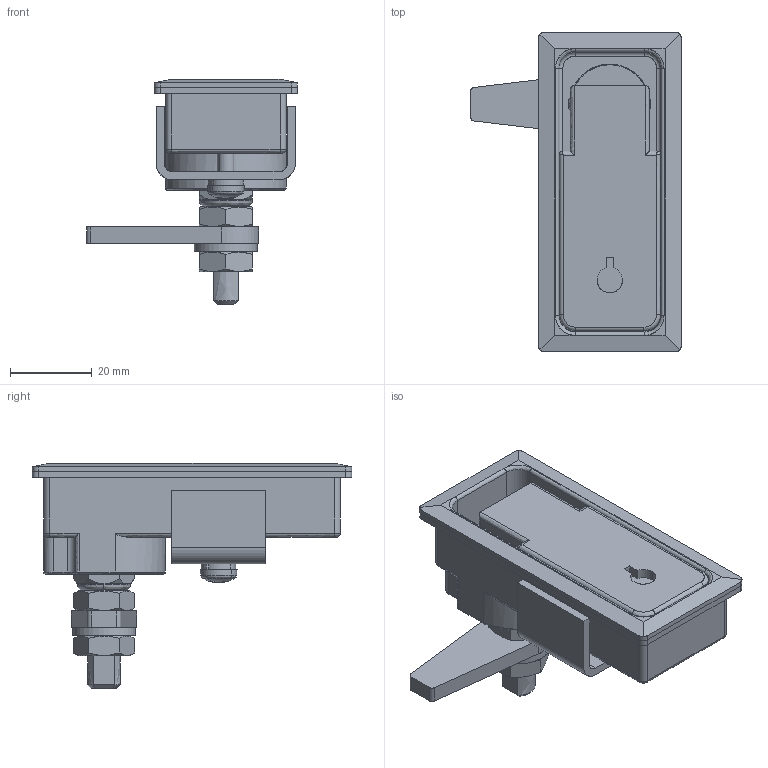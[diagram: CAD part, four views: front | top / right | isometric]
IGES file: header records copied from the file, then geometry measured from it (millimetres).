
Start section: SolidWorks IGES file using analytic representation for surfaces
Global section: file name: A-1205-3-1.IGS; native system: SolidWorks 2014; preprocessor: SolidWorks 2014; author: 1337yo; date: 191106.153852; units: millimetre
Bounding box: 51.5 x 78 x 55.05 mm (x, y, z)
Surface area: 32944.2 mm2 (no closed solid volume)
Topology: 0 solids, 0 shells, 568 faces, 6573 edges, 6553 vertices
Faces by surface type: bspline 285, revolution 283
